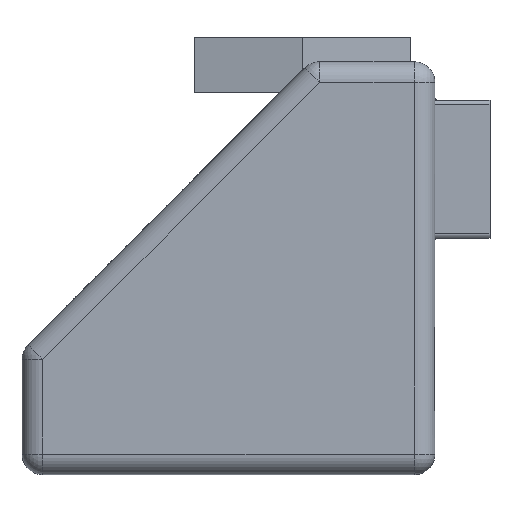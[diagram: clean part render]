
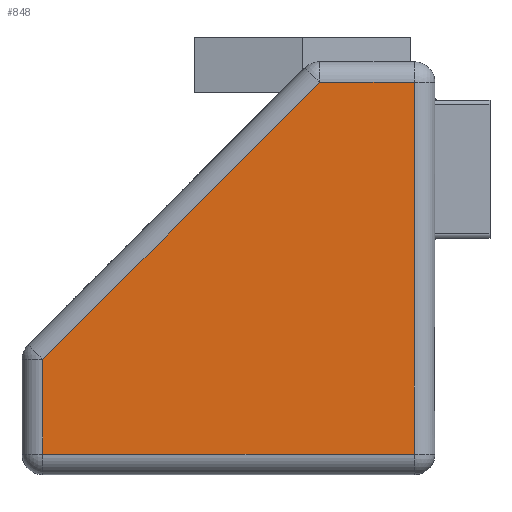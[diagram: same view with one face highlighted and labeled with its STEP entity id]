
A CAD part, left-side view. The second image highlights one B-rep face of the part: STEP entity #848.
In plain terms, the highlighted planar face has unit normal (-1, 0, 0).
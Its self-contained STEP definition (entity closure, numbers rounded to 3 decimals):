
#848=ADVANCED_FACE('NONE',(#2228),#2229,.F.);
#2228=FACE_OUTER_BOUND('',#4333,.T.);
#2229=PLANE('',#4334);
#4333=EDGE_LOOP('',(#7290,#7291,#7292,#7293,#7294));
#4334=AXIS2_PLACEMENT_3D('',#7295,#7296,#7297);
#7290=ORIENTED_EDGE('',*,*,#12745,.F.);
#7291=ORIENTED_EDGE('',*,*,#12933,.F.);
#7292=ORIENTED_EDGE('',*,*,#12683,.F.);
#7293=ORIENTED_EDGE('',*,*,#12674,.F.);
#7294=ORIENTED_EDGE('',*,*,#12872,.F.);
#7295=CARTESIAN_POINT('',(-29.44,0.0,7.914));
#7296=DIRECTION('',(1.0,0.0,0.0));
#7297=DIRECTION('',(0.0,1.0,0.0));
#12674=EDGE_CURVE('NONE',#15212,#15214,#15215,.T.);
#12683=EDGE_CURVE('NONE',#15214,#15226,#15227,.T.);
#12745=EDGE_CURVE('NONE',#15313,#15315,#15316,.T.);
#12872=EDGE_CURVE('NONE',#15315,#15212,#15553,.T.);
#12933=EDGE_CURVE('NONE',#15226,#15313,#15636,.T.);
#15212=VERTEX_POINT('NONE',#19132);
#15214=VERTEX_POINT('NONE',#19134);
#15215=LINE('',#19135,#19136);
#15226=VERTEX_POINT('NONE',#19160);
#15227=LINE('',#19161,#19162);
#15313=VERTEX_POINT('NONE',#19368);
#15315=VERTEX_POINT('NONE',#19370);
#15316=LINE('',#19371,#19372);
#15553=LINE('',#19742,#19743);
#15636=LINE('',#19917,#19918);
#19132=CARTESIAN_POINT('',(-29.44,1.5,-20.586));
#19134=CARTESIAN_POINT('',(-29.44,28.5,-20.586));
#19135=CARTESIAN_POINT('',(-29.44,0.0,-20.586));
#19136=VECTOR('',#25389,1000.0);
#19160=CARTESIAN_POINT('',(-29.44,28.5,-13.708));
#19161=CARTESIAN_POINT('',(-29.44,28.5,7.914));
#19162=VECTOR('',#25400,1000.0);
#19368=CARTESIAN_POINT('',(-29.44,8.379,6.414));
#19370=CARTESIAN_POINT('',(-29.44,1.5,6.414));
#19371=CARTESIAN_POINT('',(-29.44,30.0,6.414));
#19372=VECTOR('',#25488,1000.0);
#19742=CARTESIAN_POINT('',(-29.44,1.5,7.914));
#19743=VECTOR('',#25611,1000.0);
#19917=CARTESIAN_POINT('',(-29.44,28.5,-13.708));
#19918=VECTOR('',#25684,1000.0);
#25389=DIRECTION('',(0.0,1.0,0.0));
#25400=DIRECTION('',(0.0,0.0,1.0));
#25488=DIRECTION('',(0.0,-1.0,0.0));
#25611=DIRECTION('',(0.0,0.0,-1.0));
#25684=DIRECTION('',(0.0,-0.707,0.707));
